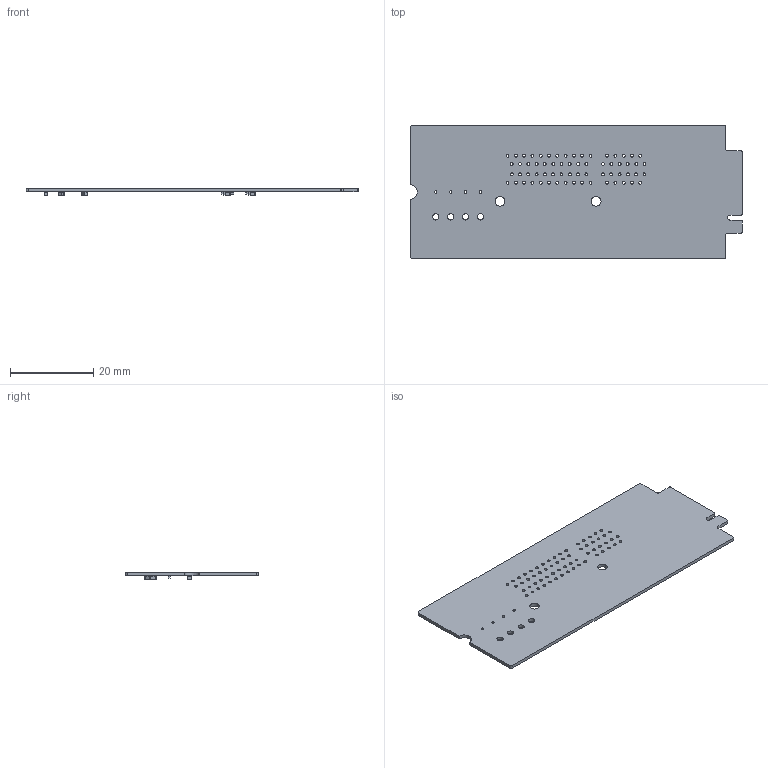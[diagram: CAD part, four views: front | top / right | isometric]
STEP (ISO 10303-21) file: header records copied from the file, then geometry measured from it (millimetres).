
FILE_DESCRIPTION(('KiCad electronic assembly'),'2;1');
FILE_NAME('PUTM_EV_M2_PCIE_ADAPTER_2024.step','2024-03-05T20:15:07',( 'Pcbnew'),('Kicad'),'Open CASCADE STEP processor 7.7', 'KiCad to STEP converter','Unknown');
FILE_SCHEMA(('AUTOMOTIVE_DESIGN { 1 0 10303 214 1 1 1 1 }'));
Length unit declared in the file: millimetre
Products named in the file (6): PUTM_EV_M2_PCIE_ADAPTER_2024 1; C_0603_1608Metric; C_0402_1005Metric; _autosave-PUTM_EV_M2_PCIE_ADAPTER_2024_PCB
Assembly tree (13 placements, depth 3):
  PUTM_EV_M2_PCIE_ADAPTER_2024 1
    C_0603_1608Metric  x7
      C_0603_1608Metric
    C_0402_1005Metric  x3
      C_0402_1005Metric
    _autosave-PUTM_EV_M2_PCIE_ADAPTER_2024_PCB
Bounding box: 80 x 32 x 1.65 mm (x, y, z)
Volume: 1976.1 mm3; surface area: 5303.9 mm2
Topology: 11 solids, 11 shells, 380 faces, 1014 edges, 676 vertices
Faces by surface type: cylinder 206, plane 174
Full cylindrical faces by diameter (mm): 0.6 x4, 0.7 x64, 1.5 x4, 2.35 x2
Entity records: 6003 total; most frequent: DIRECTION 998, CARTESIAN_POINT 900, ORIENTED_EDGE 876, EDGE_CURVE 438, AXIS2_PLACEMENT_3D 390, FACE_BOUND 308, EDGE_LOOP 308, VERTEX_POINT 292
